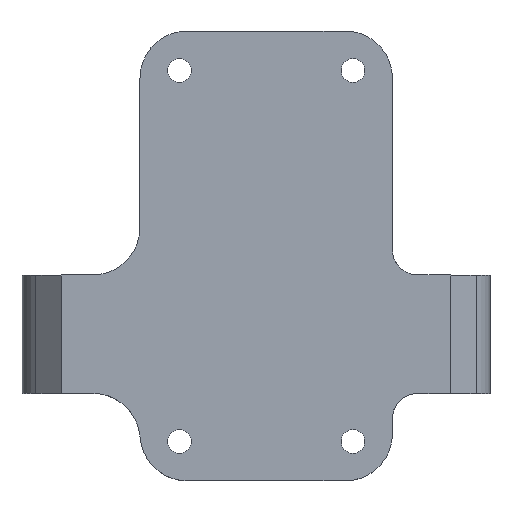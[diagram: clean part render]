
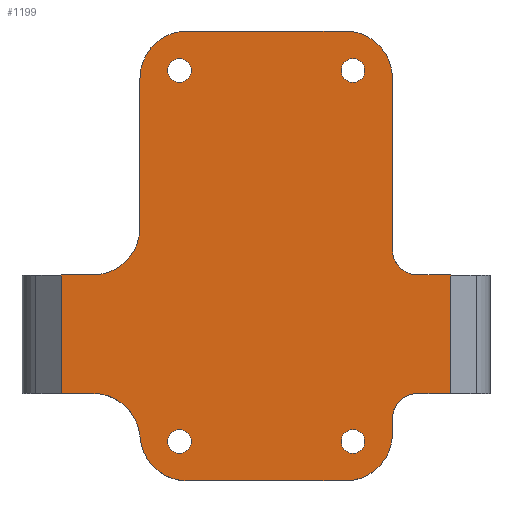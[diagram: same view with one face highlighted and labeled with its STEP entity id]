
A CAD part, top view. The second image highlights one B-rep face of the part: STEP entity #1199.
In plain terms, the highlighted planar face has unit normal (0, 0, 1).
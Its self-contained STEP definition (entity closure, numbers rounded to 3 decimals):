
#21=FACE_BOUND('',#174,.T.);
#22=FACE_BOUND('',#175,.T.);
#23=FACE_BOUND('',#176,.T.);
#24=FACE_BOUND('',#177,.T.);
#48=PLANE('',#1307);
#100=FACE_OUTER_BOUND('',#173,.T.);
#173=EDGE_LOOP('',(#920,#921,#922,#923,#924,#925,#926,#927,#928,#929,#930,
#931,#932,#933,#934,#935,#936,#937,#938));
#174=EDGE_LOOP('',(#939));
#175=EDGE_LOOP('',(#940));
#176=EDGE_LOOP('',(#941));
#177=EDGE_LOOP('',(#942));
#248=LINE('',#1752,#367);
#251=LINE('',#1773,#370);
#267=LINE('',#1853,#386);
#269=LINE('',#1859,#388);
#273=LINE('',#1873,#392);
#278=LINE('',#1882,#397);
#282=LINE('',#1897,#401);
#287=LINE('',#1912,#406);
#289=LINE('',#1915,#408);
#290=LINE('',#1919,#409);
#291=LINE('',#1921,#410);
#367=VECTOR('',#1391,10.);
#370=VECTOR('',#1402,10.);
#386=VECTOR('',#1456,10.);
#388=VECTOR('',#1462,10.);
#392=VECTOR('',#1474,10.);
#397=VECTOR('',#1481,10.);
#401=VECTOR('',#1495,10.);
#406=VECTOR('',#1512,10.);
#408=VECTOR('',#1516,10.);
#409=VECTOR('',#1519,10.);
#410=VECTOR('',#1522,10.);
#483=CIRCLE('',#1264,3.2);
#484=CIRCLE('',#1267,3.2);
#505=CIRCLE('',#1299,6.);
#506=CIRCLE('',#1302,6.);
#508=CIRCLE('',#1305,6.);
#509=CIRCLE('',#1308,6.);
#510=CIRCLE('',#1309,6.);
#511=CIRCLE('',#1310,6.);
#512=CIRCLE('',#1311,1.5);
#513=CIRCLE('',#1312,1.5);
#514=CIRCLE('',#1313,1.5);
#515=CIRCLE('',#1314,1.5);
#532=VERTEX_POINT('',#1733);
#533=VERTEX_POINT('',#1735);
#536=VERTEX_POINT('',#1750);
#539=VERTEX_POINT('',#1764);
#540=VERTEX_POINT('',#1766);
#542=VERTEX_POINT('',#1772);
#567=VERTEX_POINT('',#1851);
#569=VERTEX_POINT('',#1857);
#574=VERTEX_POINT('',#1870);
#575=VERTEX_POINT('',#1872);
#578=VERTEX_POINT('',#1880);
#582=VERTEX_POINT('',#1890);
#583=VERTEX_POINT('',#1892);
#584=VERTEX_POINT('',#1896);
#585=VERTEX_POINT('',#1900);
#587=VERTEX_POINT('',#1907);
#588=VERTEX_POINT('',#1911);
#589=VERTEX_POINT('',#1916);
#590=VERTEX_POINT('',#1918);
#591=VERTEX_POINT('',#1923);
#592=VERTEX_POINT('',#1925);
#593=VERTEX_POINT('',#1927);
#594=VERTEX_POINT('',#1929);
#646=EDGE_CURVE('',#532,#533,#483,.T.);
#651=EDGE_CURVE('',#536,#532,#248,.T.);
#654=EDGE_CURVE('',#539,#540,#484,.T.);
#657=EDGE_CURVE('',#540,#542,#251,.T.);
#689=EDGE_CURVE('',#567,#539,#267,.T.);
#692=EDGE_CURVE('',#569,#567,#269,.T.);
#698=EDGE_CURVE('',#574,#575,#273,.T.);
#703=EDGE_CURVE('',#578,#574,#278,.T.);
#708=EDGE_CURVE('',#582,#583,#505,.T.);
#710=EDGE_CURVE('',#583,#584,#282,.T.);
#713=EDGE_CURVE('',#585,#578,#506,.T.);
#716=EDGE_CURVE('',#542,#587,#508,.T.);
#718=EDGE_CURVE('',#587,#588,#287,.T.);
#720=EDGE_CURVE('',#533,#569,#289,.T.);
#721=EDGE_CURVE('',#589,#536,#509,.T.);
#722=EDGE_CURVE('',#590,#589,#290,.T.);
#723=EDGE_CURVE('',#584,#590,#510,.T.);
#724=EDGE_CURVE('',#575,#582,#291,.T.);
#725=EDGE_CURVE('',#588,#585,#511,.T.);
#726=EDGE_CURVE('',#591,#591,#512,.T.);
#727=EDGE_CURVE('',#592,#592,#513,.T.);
#728=EDGE_CURVE('',#593,#593,#514,.T.);
#729=EDGE_CURVE('',#594,#594,#515,.T.);
#920=ORIENTED_EDGE('',*,*,#716,.F.);
#921=ORIENTED_EDGE('',*,*,#657,.F.);
#922=ORIENTED_EDGE('',*,*,#654,.F.);
#923=ORIENTED_EDGE('',*,*,#689,.F.);
#924=ORIENTED_EDGE('',*,*,#692,.F.);
#925=ORIENTED_EDGE('',*,*,#720,.F.);
#926=ORIENTED_EDGE('',*,*,#646,.F.);
#927=ORIENTED_EDGE('',*,*,#651,.F.);
#928=ORIENTED_EDGE('',*,*,#721,.F.);
#929=ORIENTED_EDGE('',*,*,#722,.F.);
#930=ORIENTED_EDGE('',*,*,#723,.F.);
#931=ORIENTED_EDGE('',*,*,#710,.F.);
#932=ORIENTED_EDGE('',*,*,#708,.F.);
#933=ORIENTED_EDGE('',*,*,#724,.F.);
#934=ORIENTED_EDGE('',*,*,#698,.F.);
#935=ORIENTED_EDGE('',*,*,#703,.F.);
#936=ORIENTED_EDGE('',*,*,#713,.F.);
#937=ORIENTED_EDGE('',*,*,#725,.F.);
#938=ORIENTED_EDGE('',*,*,#718,.F.);
#939=ORIENTED_EDGE('',*,*,#726,.F.);
#940=ORIENTED_EDGE('',*,*,#727,.F.);
#941=ORIENTED_EDGE('',*,*,#728,.F.);
#942=ORIENTED_EDGE('',*,*,#729,.F.);
#1199=ADVANCED_FACE('',(#100,#21,#22,#23,#24),#48,.T.);
#1264=AXIS2_PLACEMENT_3D('',#1736,#1384,#1385);
#1267=AXIS2_PLACEMENT_3D('',#1767,#1395,#1396);
#1299=AXIS2_PLACEMENT_3D('',#1893,#1490,#1491);
#1302=AXIS2_PLACEMENT_3D('',#1902,#1500,#1501);
#1305=AXIS2_PLACEMENT_3D('',#1908,#1507,#1508);
#1307=AXIS2_PLACEMENT_3D('',#1914,#1514,#1515);
#1308=AXIS2_PLACEMENT_3D('',#1917,#1517,#1518);
#1309=AXIS2_PLACEMENT_3D('',#1920,#1520,#1521);
#1310=AXIS2_PLACEMENT_3D('',#1922,#1523,#1524);
#1311=AXIS2_PLACEMENT_3D('',#1924,#1525,#1526);
#1312=AXIS2_PLACEMENT_3D('',#1926,#1527,#1528);
#1313=AXIS2_PLACEMENT_3D('',#1928,#1529,#1530);
#1314=AXIS2_PLACEMENT_3D('',#1930,#1531,#1532);
#1384=DIRECTION('center_axis',(0.,0.,
1.));
#1385=DIRECTION('ref_axis',(-0.707,-0.707,0.));
#1391=DIRECTION('',(0.,-1.,0.));
#1395=DIRECTION('center_axis',(0.,0.,
1.));
#1396=DIRECTION('ref_axis',(-0.707,0.707,0.));
#1402=DIRECTION('',(0.,-1.,0.));
#1456=DIRECTION('',(-1.,0.,0.));
#1462=DIRECTION('',(0.,-1.,0.));
#1474=DIRECTION('',(0.,1.,0.));
#1481=DIRECTION('',(-1.,0.,0.));
#1490=DIRECTION('center_axis',(0.,0.,
1.));
#1491=DIRECTION('ref_axis',(0.707,-0.707,0.));
#1495=DIRECTION('',(0.,1.,0.));
#1500=DIRECTION('center_axis',(0.,0.,
1.));
#1501=DIRECTION('ref_axis',(0.,-1.,0.));
#1507=DIRECTION('center_axis',(0.,0.,
-1.));
#1508=DIRECTION('ref_axis',(0.707,-0.707,0.));
#1512=DIRECTION('',(-1.,0.,0.));
#1514=DIRECTION('center_axis',(0.,0.,
1.));
#1515=DIRECTION('ref_axis',(1.,0.,0.));
#1516=DIRECTION('',(1.,0.,0.));
#1517=DIRECTION('center_axis',(0.,0.,
-1.));
#1518=DIRECTION('ref_axis',(0.707,0.707,0.));
#1519=DIRECTION('',(1.,0.,0.));
#1520=DIRECTION('center_axis',(0.,0.,
-1.));
#1521=DIRECTION('ref_axis',(-0.707,0.707,0.));
#1522=DIRECTION('',(1.,0.,0.));
#1523=DIRECTION('center_axis',(0.,0.,
-1.));
#1524=DIRECTION('ref_axis',(-0.707,-0.707,0.));
#1525=DIRECTION('center_axis',(0.,0.,
1.));
#1526=DIRECTION('ref_axis',(1.,0.,0.));
#1527=DIRECTION('center_axis',(0.,0.,
1.));
#1528=DIRECTION('ref_axis',(1.,0.,0.));
#1529=DIRECTION('center_axis',(0.,0.,
1.));
#1530=DIRECTION('ref_axis',(1.,0.,0.));
#1531=DIRECTION('center_axis',(0.,0.,
1.));
#1532=DIRECTION('ref_axis',(1.,0.,0.));
#1733=CARTESIAN_POINT('',(56.487,109.016,7.035));
#1735=CARTESIAN_POINT('',(59.687,105.816,7.035));
#1736=CARTESIAN_POINT('Origin',(59.687,109.016,7.035));
#1750=CARTESIAN_POINT('',(56.487,130.727,7.035));
#1752=CARTESIAN_POINT('',(56.487,113.771,7.035));
#1764=CARTESIAN_POINT('',(59.687,90.816,7.035));
#1766=CARTESIAN_POINT('',(56.487,87.616,7.035));
#1767=CARTESIAN_POINT('Origin',(59.687,87.616,7.035));
#1772=CARTESIAN_POINT('',(56.487,85.727,7.035));
#1773=CARTESIAN_POINT('',(56.487,90.816,7.035));
#1851=CARTESIAN_POINT('',(63.845,90.816,7.035));
#1853=CARTESIAN_POINT('',(24.37,90.816,7.035));
#1857=CARTESIAN_POINT('',(63.845,105.816,7.035));
#1859=CARTESIAN_POINT('',(63.845,90.816,7.035));
#1870=CARTESIAN_POINT('',(14.545,90.816,7.035));
#1872=CARTESIAN_POINT('',(14.545,105.816,7.035));
#1873=CARTESIAN_POINT('',(14.545,90.816,7.035));
#1880=CARTESIAN_POINT('',(18.521,90.816,7.035));
#1882=CARTESIAN_POINT('',(24.37,90.816,7.035));
#1890=CARTESIAN_POINT('',(18.487,105.816,7.035));
#1892=CARTESIAN_POINT('',(24.487,111.816,7.035));
#1893=CARTESIAN_POINT('Origin',(18.487,111.816,7.035));
#1896=CARTESIAN_POINT('',(24.487,130.727,7.035));
#1897=CARTESIAN_POINT('',(24.487,98.316,7.035));
#1900=CARTESIAN_POINT('',(24.504,85.271,7.035));
#1902=CARTESIAN_POINT('Origin',(18.521,84.816,7.035));
#1907=CARTESIAN_POINT('',(50.487,79.727,7.035));
#1908=CARTESIAN_POINT('Origin',(50.487,85.727,7.035));
#1911=CARTESIAN_POINT('',(30.487,79.727,7.035));
#1912=CARTESIAN_POINT('',(33.016,79.727,7.035));
#1914=CARTESIAN_POINT('Origin',(9.545,90.816,7.035));
#1915=CARTESIAN_POINT('',(24.37,105.816,7.035));
#1916=CARTESIAN_POINT('',(50.487,136.727,7.035));
#1917=CARTESIAN_POINT('Origin',(50.487,130.727,7.035));
#1918=CARTESIAN_POINT('',(30.487,136.727,7.035));
#1919=CARTESIAN_POINT('',(17.016,136.727,7.035));
#1920=CARTESIAN_POINT('Origin',(30.487,130.727,7.035));
#1921=CARTESIAN_POINT('',(24.37,105.816,7.035));
#1922=CARTESIAN_POINT('Origin',(30.487,85.727,7.035));
#1923=CARTESIAN_POINT('',(27.987,84.727,7.035));
#1924=CARTESIAN_POINT('Origin',(29.487,84.727,7.035));
#1925=CARTESIAN_POINT('',(49.987,84.727,7.035));
#1926=CARTESIAN_POINT('Origin',(51.487,84.727,7.035));
#1927=CARTESIAN_POINT('',(27.987,131.727,7.035));
#1928=CARTESIAN_POINT('Origin',(29.487,131.727,7.035));
#1929=CARTESIAN_POINT('',(49.987,131.727,7.035));
#1930=CARTESIAN_POINT('Origin',(51.487,131.727,7.035));
